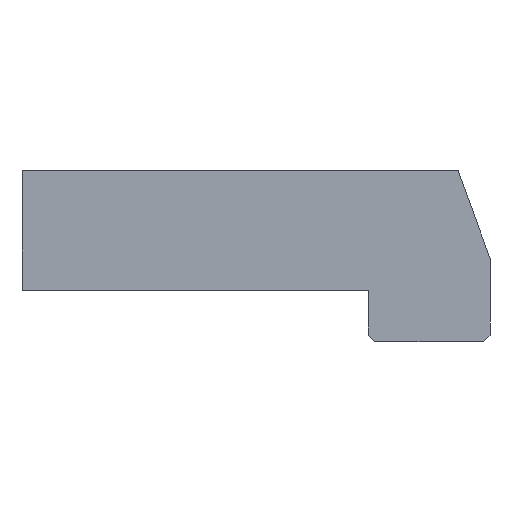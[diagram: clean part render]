
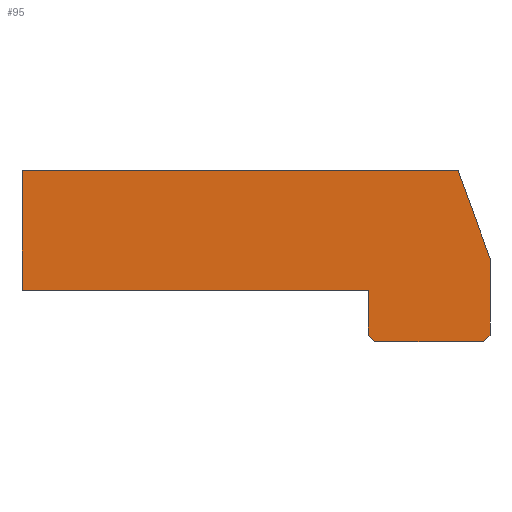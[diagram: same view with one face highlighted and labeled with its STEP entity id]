
A CAD part, left-side view. The second image highlights one B-rep face of the part: STEP entity #95.
In plain terms, the highlighted planar face has unit normal (-1, 0, 0).
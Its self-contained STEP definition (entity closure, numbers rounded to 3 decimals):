
#95=ADVANCED_FACE('',(#159),#160,.F.);
#159=FACE_OUTER_BOUND('',#261,.T.);
#160=PLANE('',#262);
#261=EDGE_LOOP('',(#457,#458,#459,#460,#461,#462,#463,#464,#465));
#262=AXIS2_PLACEMENT_3D('',#466,#467,#468);
#457=ORIENTED_EDGE('',*,*,#714,.F.);
#458=ORIENTED_EDGE('',*,*,#713,.F.);
#459=ORIENTED_EDGE('',*,*,#715,.T.);
#460=ORIENTED_EDGE('',*,*,#716,.F.);
#461=ORIENTED_EDGE('',*,*,#717,.T.);
#462=ORIENTED_EDGE('',*,*,#718,.T.);
#463=ORIENTED_EDGE('',*,*,#719,.T.);
#464=ORIENTED_EDGE('',*,*,#720,.T.);
#465=ORIENTED_EDGE('',*,*,#707,.F.);
#466=CARTESIAN_POINT('',(116.,650.,27.65));
#467=DIRECTION('',(1.0,0.,0.));
#468=DIRECTION('',(0.0,1.0,0.));
#707=EDGE_CURVE('',#851,#854,#855,.T.);
#713=EDGE_CURVE('',#864,#860,#866,.T.);
#714=EDGE_CURVE('',#860,#851,#867,.T.);
#715=EDGE_CURVE('',#864,#868,#869,.T.);
#716=EDGE_CURVE('',#870,#868,#871,.T.);
#717=EDGE_CURVE('',#870,#872,#873,.T.);
#718=EDGE_CURVE('',#872,#874,#875,.T.);
#719=EDGE_CURVE('',#874,#876,#877,.T.);
#720=EDGE_CURVE('',#876,#854,#878,.T.);
#851=VERTEX_POINT('',#1066);
#854=VERTEX_POINT('',#1070);
#855=LINE('',#1071,#1072);
#860=VERTEX_POINT('',#1079);
#864=VERTEX_POINT('',#1085);
#866=LINE('',#1088,#1089);
#867=LINE('',#1090,#1091);
#868=VERTEX_POINT('',#1092);
#869=LINE('',#1093,#1094);
#870=VERTEX_POINT('',#1095);
#871=LINE('',#1096,#1097);
#872=VERTEX_POINT('',#1098);
#873=LINE('',#1099,#1100);
#874=VERTEX_POINT('',#1101);
#875=LINE('',#1102,#1103);
#876=VERTEX_POINT('',#1104);
#877=LINE('',#1105,#1106);
#878=LINE('',#1107,#1108);
#1066=CARTESIAN_POINT('',(116.,576.749,64.534));
#1070=CARTESIAN_POINT('',(116.,571.765,50.839));
#1071=CARTESIAN_POINT('',(116.,566.0,35.));
#1072=VECTOR('',#1281,1.0);
#1079=CARTESIAN_POINT('',(116.,644.765,64.534));
#1085=CARTESIAN_POINT('',(116.,644.765,45.839));
#1088=CARTESIAN_POINT('',(116.,644.765,-6.35));
#1089=VECTOR('',#1287,1.0);
#1090=CARTESIAN_POINT('',(116.,650.,64.534));
#1091=VECTOR('',#1288,1.0);
#1092=CARTESIAN_POINT('',(116.,590.765,45.839));
#1093=CARTESIAN_POINT('',(116.,650.,45.839));
#1094=VECTOR('',#1289,1.0);
#1095=CARTESIAN_POINT('',(116.,590.765,38.839));
#1096=CARTESIAN_POINT('',(116.,590.765,45.839));
#1097=VECTOR('',#1290,1.0);
#1098=CARTESIAN_POINT('',(116.,589.765,37.839));
#1099=CARTESIAN_POINT('',(116.,590.765,38.839));
#1100=VECTOR('',#1291,1.0);
#1101=CARTESIAN_POINT('',(116.,572.765,37.839));
#1102=CARTESIAN_POINT('',(116.,575.765,37.839));
#1103=VECTOR('',#1292,1.0);
#1104=CARTESIAN_POINT('',(116.,571.765,38.839));
#1105=CARTESIAN_POINT('',(116.,572.765,37.839));
#1106=VECTOR('',#1293,1.0);
#1107=CARTESIAN_POINT('',(116.,571.765,45.839));
#1108=VECTOR('',#1294,1.0);
#1281=DIRECTION('',(0.,-0.342,-0.94));
#1287=DIRECTION('',(0.,0.,1.0));
#1288=DIRECTION('',(0.,-1.0,0.0));
#1289=DIRECTION('',(0.,-1.0,0.0));
#1290=DIRECTION('',(0.,0.,1.0));
#1291=DIRECTION('',(0.,-0.707,-0.707));
#1292=DIRECTION('',(0.,-1.0,0.));
#1293=DIRECTION('',(0.,-0.707,0.707));
#1294=DIRECTION('',(0.,0.,1.0));
